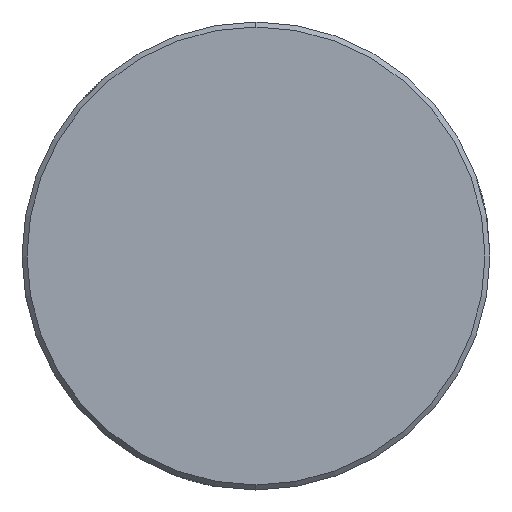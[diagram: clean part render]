
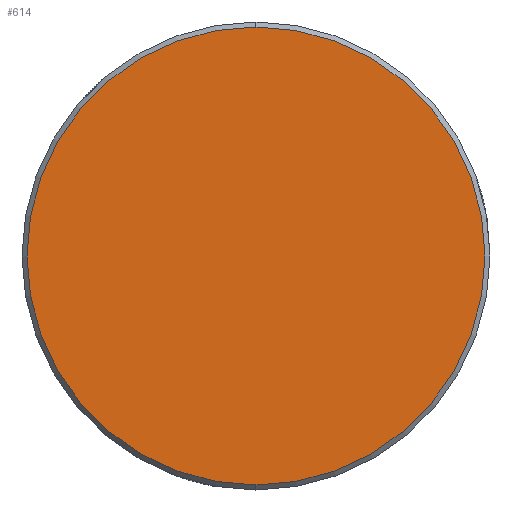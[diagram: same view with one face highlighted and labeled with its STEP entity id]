
A CAD part, left-side view. The second image highlights one B-rep face of the part: STEP entity #614.
In plain terms, the highlighted planar face has unit normal (-1, 0, 0).
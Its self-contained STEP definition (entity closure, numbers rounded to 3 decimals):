
#6 = DIRECTION ( 'NONE',  ( -1., 0., 0. ) ) ;
#9 = AXIS2_PLACEMENT_3D ( 'NONE', #452, #6, #731 ) ;
#275 = DIRECTION ( 'NONE',  ( 0., 0., -1. ) ) ;
#276 = VERTEX_POINT ( 'NONE', #610 ) ;
#407 = AXIS2_PLACEMENT_3D ( 'NONE', #897, #975, #275 ) ;
#446 = PLANE ( 'NONE',  #9 ) ;
#452 = CARTESIAN_POINT ( 'NONE',  ( -178.5, -13.864, -13.864 ) ) ;
#466 = DIRECTION ( 'NONE',  ( -1., 0., 0. ) ) ;
#497 = AXIS2_PLACEMENT_3D ( 'NONE', #744, #466, #645 ) ;
#511 = CIRCLE ( 'NONE', #497, 13.7 ) ;
#531 = ORIENTED_EDGE ( 'NONE', *, *, #644, .T. ) ;
#610 = CARTESIAN_POINT ( 'NONE',  ( -178.5, 0., 13.7 ) ) ;
#614 = ADVANCED_FACE ( 'NONE', ( #911 ), #446, .T. ) ;
#624 = EDGE_CURVE ( 'NONE', #276, #982, #976, .T. ) ;
#644 = EDGE_CURVE ( 'NONE', #982, #276, #511, .T. ) ;
#645 = DIRECTION ( 'NONE',  ( 0., 0., -1. ) ) ;
#731 = DIRECTION ( 'NONE',  ( 0., 0., 1. ) ) ;
#744 = CARTESIAN_POINT ( 'NONE',  ( -178.5, 0., 0. ) ) ;
#777 = CARTESIAN_POINT ( 'NONE',  ( -178.5, 0., -13.7 ) ) ;
#783 = EDGE_LOOP ( 'NONE', ( #531, #928 ) ) ;
#897 = CARTESIAN_POINT ( 'NONE',  ( -178.5, 0., 0. ) ) ;
#911 = FACE_OUTER_BOUND ( 'NONE', #783, .T. ) ;
#928 = ORIENTED_EDGE ( 'NONE', *, *, #624, .T. ) ;
#975 = DIRECTION ( 'NONE',  ( -1., 0., 0. ) ) ;
#976 = CIRCLE ( 'NONE', #407, 13.7 ) ;
#982 = VERTEX_POINT ( 'NONE', #777 ) ;
